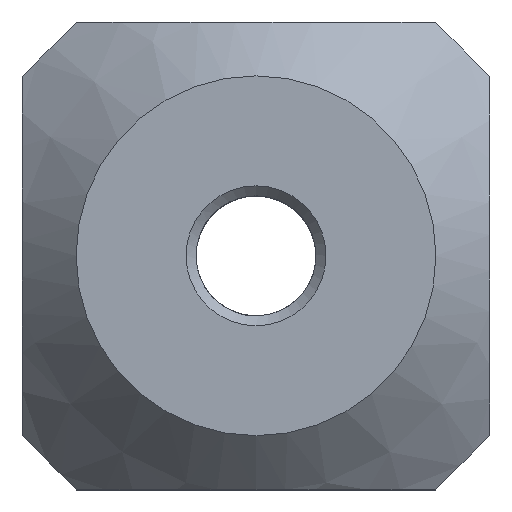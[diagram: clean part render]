
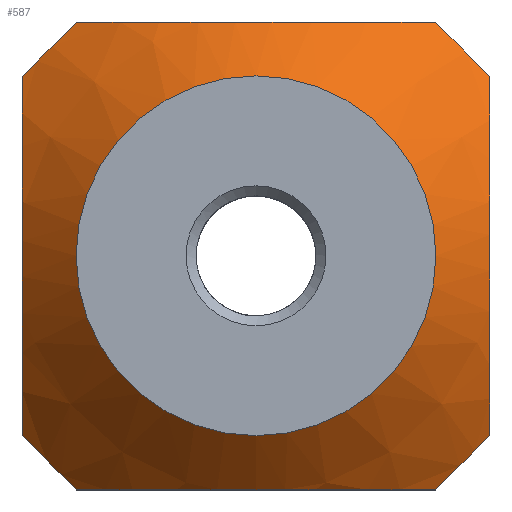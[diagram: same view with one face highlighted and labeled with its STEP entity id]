
A CAD part, top view. The second image highlights one B-rep face of the part: STEP entity #587.
In plain terms, the highlighted conical face has half-angle 45 degrees and reference radius 5.25 mm.
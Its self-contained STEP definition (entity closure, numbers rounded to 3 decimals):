
#17=(
BOUNDED_CURVE()
B_SPLINE_CURVE(2,(#2065,#2066,#2067),.UNSPECIFIED.,.F.,.F.)
B_SPLINE_CURVE_WITH_KNOTS((3,3),(-1.072,-0.381),
 .UNSPECIFIED.)
CURVE()
GEOMETRIC_REPRESENTATION_ITEM()
RATIONAL_B_SPLINE_CURVE((1.385,1.385,1.225))
REPRESENTATION_ITEM('')
);
#18=(
BOUNDED_CURVE()
B_SPLINE_CURVE(2,(#2072,#2073,#2074),.UNSPECIFIED.,.F.,.F.)
B_SPLINE_CURVE_WITH_KNOTS((3,3),(-1.764,-1.072),
 .UNSPECIFIED.)
CURVE()
GEOMETRIC_REPRESENTATION_ITEM()
RATIONAL_B_SPLINE_CURVE((1.225,1.385,1.385))
REPRESENTATION_ITEM('')
);
#19=(
BOUNDED_CURVE()
B_SPLINE_CURVE(2,(#2076,#2077,#2078),.UNSPECIFIED.,.F.,.F.)
B_SPLINE_CURVE_WITH_KNOTS((3,3),(3.258,5.581),
 .UNSPECIFIED.)
CURVE()
GEOMETRIC_REPRESENTATION_ITEM()
RATIONAL_B_SPLINE_CURVE((1.061,1.07,1.061))
REPRESENTATION_ITEM('')
);
#20=(
BOUNDED_CURVE()
B_SPLINE_CURVE(2,(#2080,#2081,#2082),.UNSPECIFIED.,.F.,.F.)
B_SPLINE_CURVE_WITH_KNOTS((3,3),(2.741,15.589),
 .UNSPECIFIED.)
CURVE()
GEOMETRIC_REPRESENTATION_ITEM()
RATIONAL_B_SPLINE_CURVE((1.157,1.459,1.157))
REPRESENTATION_ITEM('')
);
#21=(
BOUNDED_CURVE()
B_SPLINE_CURVE(2,(#2084,#2085,#2086),.UNSPECIFIED.,.F.,.F.)
B_SPLINE_CURVE_WITH_KNOTS((3,3),(3.258,5.581),
 .UNSPECIFIED.)
CURVE()
GEOMETRIC_REPRESENTATION_ITEM()
RATIONAL_B_SPLINE_CURVE((1.061,1.07,1.061))
REPRESENTATION_ITEM('')
);
#22=(
BOUNDED_CURVE()
B_SPLINE_CURVE(2,(#2088,#2089,#2090),.UNSPECIFIED.,.F.,.F.)
B_SPLINE_CURVE_WITH_KNOTS((3,3),(0.381,1.764),
 .UNSPECIFIED.)
CURVE()
GEOMETRIC_REPRESENTATION_ITEM()
RATIONAL_B_SPLINE_CURVE((1.225,1.545,1.225))
REPRESENTATION_ITEM('')
);
#23=(
BOUNDED_CURVE()
B_SPLINE_CURVE(2,(#2092,#2093,#2094),.UNSPECIFIED.,.F.,.F.)
B_SPLINE_CURVE_WITH_KNOTS((3,3),(3.258,5.581),
 .UNSPECIFIED.)
CURVE()
GEOMETRIC_REPRESENTATION_ITEM()
RATIONAL_B_SPLINE_CURVE((1.061,1.07,1.061))
REPRESENTATION_ITEM('')
);
#24=(
BOUNDED_CURVE()
B_SPLINE_CURVE(2,(#2096,#2097,#2098),.UNSPECIFIED.,.F.,.F.)
B_SPLINE_CURVE_WITH_KNOTS((3,3),(2.741,15.589),
 .UNSPECIFIED.)
CURVE()
GEOMETRIC_REPRESENTATION_ITEM()
RATIONAL_B_SPLINE_CURVE((1.157,1.459,1.157))
REPRESENTATION_ITEM('')
);
#25=(
BOUNDED_CURVE()
B_SPLINE_CURVE(2,(#2099,#2100,#2101),.UNSPECIFIED.,.F.,.F.)
B_SPLINE_CURVE_WITH_KNOTS((3,3),(3.258,5.581),
 .UNSPECIFIED.)
CURVE()
GEOMETRIC_REPRESENTATION_ITEM()
RATIONAL_B_SPLINE_CURVE((1.061,1.07,1.061))
REPRESENTATION_ITEM('')
);
#28=CONICAL_SURFACE('',#642,5.25,0.785);
#65=FACE_OUTER_BOUND('',#98,.T.);
#98=EDGE_LOOP('',(#493,#494,#495,#496,#497,#498,#499,#500,#501,#502,#503,
#504));
#121=CIRCLE('',#643,5.);
#174=LINE('',#2069,#207);
#207=VECTOR('',#734,5.25);
#264=VERTEX_POINT('',#2063);
#265=VERTEX_POINT('',#2064);
#266=VERTEX_POINT('',#2068);
#267=VERTEX_POINT('',#2071);
#268=VERTEX_POINT('',#2075);
#269=VERTEX_POINT('',#2079);
#270=VERTEX_POINT('',#2083);
#271=VERTEX_POINT('',#2087);
#272=VERTEX_POINT('',#2091);
#273=VERTEX_POINT('',#2095);
#344=EDGE_CURVE('',#264,#265,#17,.F.);
#345=EDGE_CURVE('',#265,#266,#174,.T.);
#346=EDGE_CURVE('',#266,#266,#121,.T.);
#347=EDGE_CURVE('',#265,#267,#18,.F.);
#348=EDGE_CURVE('',#267,#268,#19,.T.);
#349=EDGE_CURVE('',#268,#269,#20,.T.);
#350=EDGE_CURVE('',#269,#270,#21,.T.);
#351=EDGE_CURVE('',#270,#271,#22,.T.);
#352=EDGE_CURVE('',#271,#272,#23,.T.);
#353=EDGE_CURVE('',#272,#273,#24,.T.);
#354=EDGE_CURVE('',#273,#264,#25,.T.);
#493=ORIENTED_EDGE('',*,*,#344,.T.);
#494=ORIENTED_EDGE('',*,*,#345,.T.);
#495=ORIENTED_EDGE('',*,*,#346,.T.);
#496=ORIENTED_EDGE('',*,*,#345,.F.);
#497=ORIENTED_EDGE('',*,*,#347,.T.);
#498=ORIENTED_EDGE('',*,*,#348,.T.);
#499=ORIENTED_EDGE('',*,*,#349,.T.);
#500=ORIENTED_EDGE('',*,*,#350,.T.);
#501=ORIENTED_EDGE('',*,*,#351,.T.);
#502=ORIENTED_EDGE('',*,*,#352,.T.);
#503=ORIENTED_EDGE('',*,*,#353,.T.);
#504=ORIENTED_EDGE('',*,*,#354,.T.);
#587=ADVANCED_FACE('',(#65),#28,.T.);
#642=AXIS2_PLACEMENT_3D('',#2062,#732,#733);
#643=AXIS2_PLACEMENT_3D('',#2070,#735,#736);
#732=DIRECTION('center_axis',(0.,0.,-1.));
#733=DIRECTION('ref_axis',(0.,1.,0.));
#734=DIRECTION('',(0.,0.707,0.707));
#735=DIRECTION('center_axis',(0.,0.,-1.));
#736=DIRECTION('ref_axis',(0.,1.,0.));
#2062=CARTESIAN_POINT('Origin',(0.,0.,5.25));
#2063=CARTESIAN_POINT('',(-4.998,-6.5,2.301));
#2064=CARTESIAN_POINT('',(0.,-6.5,4.));
#2065=CARTESIAN_POINT('Ctrl Pts',(0.,-6.5,4.));
#2066=CARTESIAN_POINT('Ctrl Pts',(-2.21,-6.5,4.));
#2067=CARTESIAN_POINT('Ctrl Pts',(-4.998,-6.5,2.301));
#2068=CARTESIAN_POINT('',(0.,-5.,5.5));
#2069=CARTESIAN_POINT('',(0.,-5.25,5.25));
#2070=CARTESIAN_POINT('Origin',(0.,0.,5.5));
#2071=CARTESIAN_POINT('',(4.998,-6.5,2.301));
#2072=CARTESIAN_POINT('Ctrl Pts',(4.998,-6.5,2.301));
#2073=CARTESIAN_POINT('Ctrl Pts',(2.21,-6.5,4.));
#2074=CARTESIAN_POINT('Ctrl Pts',(0.,-6.5,4.));
#2075=CARTESIAN_POINT('',(6.5,-4.998,2.301));
#2076=CARTESIAN_POINT('Ctrl Pts',(4.998,-6.5,2.301));
#2077=CARTESIAN_POINT('Ctrl Pts',(5.749,-5.749,2.439));
#2078=CARTESIAN_POINT('Ctrl Pts',(6.5,-4.998,2.301));
#2079=CARTESIAN_POINT('',(6.5,4.998,2.301));
#2080=CARTESIAN_POINT('Ctrl Pts',(6.5,-4.998,2.301));
#2081=CARTESIAN_POINT('Ctrl Pts',(6.5,0.,5.347));
#2082=CARTESIAN_POINT('Ctrl Pts',(6.5,4.998,2.301));
#2083=CARTESIAN_POINT('',(4.998,6.5,2.301));
#2084=CARTESIAN_POINT('Ctrl Pts',(6.5,4.998,2.301));
#2085=CARTESIAN_POINT('Ctrl Pts',(5.749,5.749,2.439));
#2086=CARTESIAN_POINT('Ctrl Pts',(4.998,6.5,2.301));
#2087=CARTESIAN_POINT('',(-4.998,6.5,2.301));
#2088=CARTESIAN_POINT('Ctrl Pts',(4.998,6.5,2.301));
#2089=CARTESIAN_POINT('Ctrl Pts',(0.,6.5,5.347));
#2090=CARTESIAN_POINT('Ctrl Pts',(-4.998,6.5,2.301));
#2091=CARTESIAN_POINT('',(-6.5,4.998,2.301));
#2092=CARTESIAN_POINT('Ctrl Pts',(-4.998,6.5,2.301));
#2093=CARTESIAN_POINT('Ctrl Pts',(-5.749,5.749,2.439));
#2094=CARTESIAN_POINT('Ctrl Pts',(-6.5,4.998,2.301));
#2095=CARTESIAN_POINT('',(-6.5,-4.998,2.301));
#2096=CARTESIAN_POINT('Ctrl Pts',(-6.5,4.998,2.301));
#2097=CARTESIAN_POINT('Ctrl Pts',(-6.5,0.,5.347));
#2098=CARTESIAN_POINT('Ctrl Pts',(-6.5,-4.998,2.301));
#2099=CARTESIAN_POINT('Ctrl Pts',(-6.5,-4.998,2.301));
#2100=CARTESIAN_POINT('Ctrl Pts',(-5.749,-5.749,2.439));
#2101=CARTESIAN_POINT('Ctrl Pts',(-4.998,-6.5,2.301));
